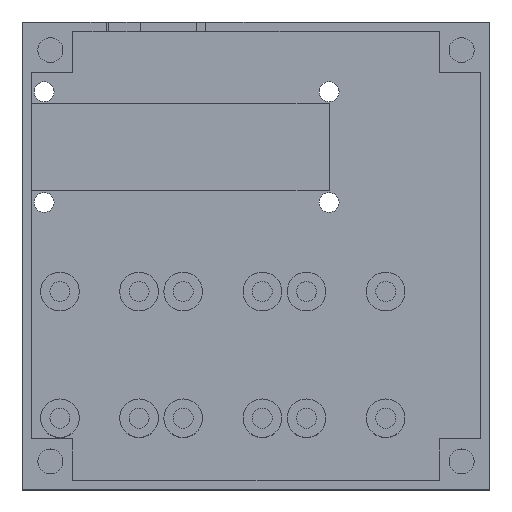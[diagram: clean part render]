
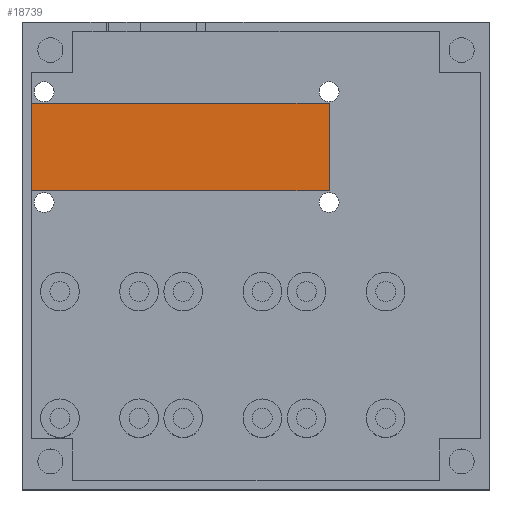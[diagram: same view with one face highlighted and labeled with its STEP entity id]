
A CAD part, top view. The second image highlights one B-rep face of the part: STEP entity #18739.
In plain terms, the highlighted planar face has unit normal (0, 0, 1).
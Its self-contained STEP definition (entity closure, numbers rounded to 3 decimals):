
#3571 = PLANE('',#3572);
#3572 = AXIS2_PLACEMENT_3D('',#3573,#3574,#3575);
#3573 = CARTESIAN_POINT('',(-36.,29.4,51.));
#3574 = DIRECTION('',(-1.,0.,0.));
#3575 = DIRECTION('',(0.,-1.,0.));
#6931 = VERTEX_POINT('',#6932);
#6932 = CARTESIAN_POINT('',(-36.,11.01,6.));
#6946 = PLANE('',#6947);
#6947 = AXIS2_PLACEMENT_3D('',#6948,#6949,#6950);
#6948 = CARTESIAN_POINT('',(-36.,29.4,51.));
#6949 = DIRECTION('',(-1.,0.,0.));
#6950 = DIRECTION('',(0.,-1.,0.));
#6986 = VERTEX_POINT('',#6987);
#6987 = CARTESIAN_POINT('',(-36.,24.01,6.));
#12052 = VERTEX_POINT('',#12053);
#12053 = CARTESIAN_POINT('',(-36.,24.51,6.));
#12067 = PLANE('',#12068);
#12068 = AXIS2_PLACEMENT_3D('',#12069,#12070,#12071);
#12069 = CARTESIAN_POINT('',(11.72,24.51,4.));
#12070 = DIRECTION('',(0.,-1.,0.));
#12071 = DIRECTION('',(-1.,0.,0.));
#12079 = EDGE_CURVE('',#12052,#6986,#12080,.T.);
#12080 = SURFACE_CURVE('',#12081,(#12085,#12092),.PCURVE_S1.);
#12081 = LINE('',#12082,#12083);
#12082 = CARTESIAN_POINT('',(-36.,24.51,6.));
#12083 = VECTOR('',#12084,1.);
#12084 = DIRECTION('',(0.,-1.,0.));
#12085 = PCURVE('',#3571,#12086);
#12086 = DEFINITIONAL_REPRESENTATION('',(#12087),#12091);
#12087 = LINE('',#12088,#12089);
#12088 = CARTESIAN_POINT('',(4.89,-45.));
#12089 = VECTOR('',#12090,1.);
#12090 = DIRECTION('',(1.,0.));
#12091 = ( GEOMETRIC_REPRESENTATION_CONTEXT(2) 
PARAMETRIC_REPRESENTATION_CONTEXT() REPRESENTATION_CONTEXT('2D SPACE',''
  ) );
#12092 = PCURVE('',#12093,#12098);
#12093 = PLANE('',#12094);
#12094 = AXIS2_PLACEMENT_3D('',#12095,#12096,#12097);
#12095 = CARTESIAN_POINT('',(-12.14,17.51,6.));
#12096 = DIRECTION('',(0.,0.,1.));
#12097 = DIRECTION('',(1.,0.,0.));
#12098 = DEFINITIONAL_REPRESENTATION('',(#12099),#12103);
#12099 = LINE('',#12100,#12101);
#12100 = CARTESIAN_POINT('',(-23.86,7.));
#12101 = VECTOR('',#12102,1.);
#12102 = DIRECTION('',(0.,-1.));
#12103 = ( GEOMETRIC_REPRESENTATION_CONTEXT(2) 
PARAMETRIC_REPRESENTATION_CONTEXT() REPRESENTATION_CONTEXT('2D SPACE',''
  ) );
#12108 = EDGE_CURVE('',#6931,#12109,#12111,.T.);
#12109 = VERTEX_POINT('',#12110);
#12110 = CARTESIAN_POINT('',(-36.,10.51,6.));
#12111 = SURFACE_CURVE('',#12112,(#12116,#12123),.PCURVE_S1.);
#12112 = LINE('',#12113,#12114);
#12113 = CARTESIAN_POINT('',(-36.,24.51,6.));
#12114 = VECTOR('',#12115,1.);
#12115 = DIRECTION('',(0.,-1.,0.));
#12116 = PCURVE('',#3571,#12117);
#12117 = DEFINITIONAL_REPRESENTATION('',(#12118),#12122);
#12118 = LINE('',#12119,#12120);
#12119 = CARTESIAN_POINT('',(4.89,-45.));
#12120 = VECTOR('',#12121,1.);
#12121 = DIRECTION('',(1.,0.));
#12122 = ( GEOMETRIC_REPRESENTATION_CONTEXT(2) 
PARAMETRIC_REPRESENTATION_CONTEXT() REPRESENTATION_CONTEXT('2D SPACE',''
  ) );
#12123 = PCURVE('',#12093,#12124);
#12124 = DEFINITIONAL_REPRESENTATION('',(#12125),#12129);
#12125 = LINE('',#12126,#12127);
#12126 = CARTESIAN_POINT('',(-23.86,7.));
#12127 = VECTOR('',#12128,1.);
#12128 = DIRECTION('',(0.,-1.));
#12129 = ( GEOMETRIC_REPRESENTATION_CONTEXT(2) 
PARAMETRIC_REPRESENTATION_CONTEXT() REPRESENTATION_CONTEXT('2D SPACE',''
  ) );
#12147 = PLANE('',#12148);
#12148 = AXIS2_PLACEMENT_3D('',#12149,#12150,#12151);
#12149 = CARTESIAN_POINT('',(-36.,10.51,4.));
#12150 = DIRECTION('',(0.,1.,0.));
#12151 = DIRECTION('',(1.,0.,0.));
#16653 = EDGE_CURVE('',#16654,#6931,#16656,.T.);
#16654 = VERTEX_POINT('',#16655);
#16655 = CARTESIAN_POINT('',(-36.,18.4,6.));
#16656 = SURFACE_CURVE('',#16657,(#16661,#16668),.PCURVE_S1.);
#16657 = LINE('',#16658,#16659);
#16658 = CARTESIAN_POINT('',(-36.,24.51,6.));
#16659 = VECTOR('',#16660,1.);
#16660 = DIRECTION('',(0.,-1.,0.));
#16661 = PCURVE('',#6946,#16662);
#16662 = DEFINITIONAL_REPRESENTATION('',(#16663),#16667);
#16663 = LINE('',#16664,#16665);
#16664 = CARTESIAN_POINT('',(4.89,-45.));
#16665 = VECTOR('',#16666,1.);
#16666 = DIRECTION('',(1.,0.));
#16667 = ( GEOMETRIC_REPRESENTATION_CONTEXT(2) 
PARAMETRIC_REPRESENTATION_CONTEXT() REPRESENTATION_CONTEXT('2D SPACE',''
  ) );
#16668 = PCURVE('',#12093,#16669);
#16669 = DEFINITIONAL_REPRESENTATION('',(#16670),#16674);
#16670 = LINE('',#16671,#16672);
#16671 = CARTESIAN_POINT('',(-23.86,7.));
#16672 = VECTOR('',#16673,1.);
#16673 = DIRECTION('',(0.,-1.));
#16674 = ( GEOMETRIC_REPRESENTATION_CONTEXT(2) 
PARAMETRIC_REPRESENTATION_CONTEXT() REPRESENTATION_CONTEXT('2D SPACE',''
  ) );
#16692 = PLANE('',#16693);
#16693 = AXIS2_PLACEMENT_3D('',#16694,#16695,#16696);
#16694 = CARTESIAN_POINT('',(-36.,29.4,51.));
#16695 = DIRECTION('',(-1.,0.,0.));
#16696 = DIRECTION('',(0.,-1.,0.));
#16728 = VERTEX_POINT('',#16729);
#16729 = CARTESIAN_POINT('',(-36.,23.4,6.));
#16750 = EDGE_CURVE('',#6986,#16728,#16751,.T.);
#16751 = SURFACE_CURVE('',#16752,(#16756,#16763),.PCURVE_S1.);
#16752 = LINE('',#16753,#16754);
#16753 = CARTESIAN_POINT('',(-36.,24.51,6.));
#16754 = VECTOR('',#16755,1.);
#16755 = DIRECTION('',(0.,-1.,0.));
#16756 = PCURVE('',#6946,#16757);
#16757 = DEFINITIONAL_REPRESENTATION('',(#16758),#16762);
#16758 = LINE('',#16759,#16760);
#16759 = CARTESIAN_POINT('',(4.89,-45.));
#16760 = VECTOR('',#16761,1.);
#16761 = DIRECTION('',(1.,0.));
#16762 = ( GEOMETRIC_REPRESENTATION_CONTEXT(2) 
PARAMETRIC_REPRESENTATION_CONTEXT() REPRESENTATION_CONTEXT('2D SPACE',''
  ) );
#16763 = PCURVE('',#12093,#16764);
#16764 = DEFINITIONAL_REPRESENTATION('',(#16765),#16769);
#16765 = LINE('',#16766,#16767);
#16766 = CARTESIAN_POINT('',(-23.86,7.));
#16767 = VECTOR('',#16768,1.);
#16768 = DIRECTION('',(0.,-1.));
#16769 = ( GEOMETRIC_REPRESENTATION_CONTEXT(2) 
PARAMETRIC_REPRESENTATION_CONTEXT() REPRESENTATION_CONTEXT('2D SPACE',''
  ) );
#16815 = PLANE('',#16816);
#16816 = AXIS2_PLACEMENT_3D('',#16817,#16818,#16819);
#16817 = CARTESIAN_POINT('',(11.72,10.51,4.));
#16818 = DIRECTION('',(-1.,0.,0.));
#16819 = DIRECTION('',(0.,1.,0.));
#18695 = EDGE_CURVE('',#12109,#18696,#18698,.T.);
#18696 = VERTEX_POINT('',#18697);
#18697 = CARTESIAN_POINT('',(11.72,10.51,6.));
#18698 = SURFACE_CURVE('',#18699,(#18703,#18710),.PCURVE_S1.);
#18699 = LINE('',#18700,#18701);
#18700 = CARTESIAN_POINT('',(-36.,10.51,6.));
#18701 = VECTOR('',#18702,1.);
#18702 = DIRECTION('',(1.,0.,0.));
#18703 = PCURVE('',#12147,#18704);
#18704 = DEFINITIONAL_REPRESENTATION('',(#18705),#18709);
#18705 = LINE('',#18706,#18707);
#18706 = CARTESIAN_POINT('',(0.,-2.));
#18707 = VECTOR('',#18708,1.);
#18708 = DIRECTION('',(1.,0.));
#18709 = ( GEOMETRIC_REPRESENTATION_CONTEXT(2) 
PARAMETRIC_REPRESENTATION_CONTEXT() REPRESENTATION_CONTEXT('2D SPACE',''
  ) );
#18710 = PCURVE('',#12093,#18711);
#18711 = DEFINITIONAL_REPRESENTATION('',(#18712),#18716);
#18712 = LINE('',#18713,#18714);
#18713 = CARTESIAN_POINT('',(-23.86,-7.));
#18714 = VECTOR('',#18715,1.);
#18715 = DIRECTION('',(1.,0.));
#18716 = ( GEOMETRIC_REPRESENTATION_CONTEXT(2) 
PARAMETRIC_REPRESENTATION_CONTEXT() REPRESENTATION_CONTEXT('2D SPACE',''
  ) );
#18739 = ADVANCED_FACE('',(#18740),#12093,.T.);
#18740 = FACE_BOUND('',#18741,.T.);
#18741 = EDGE_LOOP('',(#18742,#18743,#18744,#18765,#18766,#18767,#18768,
    #18791));
#18742 = ORIENTED_EDGE('',*,*,#12079,.T.);
#18743 = ORIENTED_EDGE('',*,*,#16750,.T.);
#18744 = ORIENTED_EDGE('',*,*,#18745,.T.);
#18745 = EDGE_CURVE('',#16728,#16654,#18746,.T.);
#18746 = SURFACE_CURVE('',#18747,(#18751,#18758),.PCURVE_S1.);
#18747 = LINE('',#18748,#18749);
#18748 = CARTESIAN_POINT('',(-36.,24.51,6.));
#18749 = VECTOR('',#18750,1.);
#18750 = DIRECTION('',(0.,-1.,0.));
#18751 = PCURVE('',#12093,#18752);
#18752 = DEFINITIONAL_REPRESENTATION('',(#18753),#18757);
#18753 = LINE('',#18754,#18755);
#18754 = CARTESIAN_POINT('',(-23.86,7.));
#18755 = VECTOR('',#18756,1.);
#18756 = DIRECTION('',(0.,-1.));
#18757 = ( GEOMETRIC_REPRESENTATION_CONTEXT(2) 
PARAMETRIC_REPRESENTATION_CONTEXT() REPRESENTATION_CONTEXT('2D SPACE',''
  ) );
#18758 = PCURVE('',#16692,#18759);
#18759 = DEFINITIONAL_REPRESENTATION('',(#18760),#18764);
#18760 = LINE('',#18761,#18762);
#18761 = CARTESIAN_POINT('',(4.89,-45.));
#18762 = VECTOR('',#18763,1.);
#18763 = DIRECTION('',(1.,0.));
#18764 = ( GEOMETRIC_REPRESENTATION_CONTEXT(2) 
PARAMETRIC_REPRESENTATION_CONTEXT() REPRESENTATION_CONTEXT('2D SPACE',''
  ) );
#18765 = ORIENTED_EDGE('',*,*,#16653,.T.);
#18766 = ORIENTED_EDGE('',*,*,#12108,.T.);
#18767 = ORIENTED_EDGE('',*,*,#18695,.T.);
#18768 = ORIENTED_EDGE('',*,*,#18769,.T.);
#18769 = EDGE_CURVE('',#18696,#18770,#18772,.T.);
#18770 = VERTEX_POINT('',#18771);
#18771 = CARTESIAN_POINT('',(11.72,24.51,6.));
#18772 = SURFACE_CURVE('',#18773,(#18777,#18784),.PCURVE_S1.);
#18773 = LINE('',#18774,#18775);
#18774 = CARTESIAN_POINT('',(11.72,10.51,6.));
#18775 = VECTOR('',#18776,1.);
#18776 = DIRECTION('',(0.,1.,0.));
#18777 = PCURVE('',#12093,#18778);
#18778 = DEFINITIONAL_REPRESENTATION('',(#18779),#18783);
#18779 = LINE('',#18780,#18781);
#18780 = CARTESIAN_POINT('',(23.86,-7.));
#18781 = VECTOR('',#18782,1.);
#18782 = DIRECTION('',(0.,1.));
#18783 = ( GEOMETRIC_REPRESENTATION_CONTEXT(2) 
PARAMETRIC_REPRESENTATION_CONTEXT() REPRESENTATION_CONTEXT('2D SPACE',''
  ) );
#18784 = PCURVE('',#16815,#18785);
#18785 = DEFINITIONAL_REPRESENTATION('',(#18786),#18790);
#18786 = LINE('',#18787,#18788);
#18787 = CARTESIAN_POINT('',(0.,-2.));
#18788 = VECTOR('',#18789,1.);
#18789 = DIRECTION('',(1.,0.));
#18790 = ( GEOMETRIC_REPRESENTATION_CONTEXT(2) 
PARAMETRIC_REPRESENTATION_CONTEXT() REPRESENTATION_CONTEXT('2D SPACE',''
  ) );
#18791 = ORIENTED_EDGE('',*,*,#18792,.T.);
#18792 = EDGE_CURVE('',#18770,#12052,#18793,.T.);
#18793 = SURFACE_CURVE('',#18794,(#18798,#18805),.PCURVE_S1.);
#18794 = LINE('',#18795,#18796);
#18795 = CARTESIAN_POINT('',(11.72,24.51,6.));
#18796 = VECTOR('',#18797,1.);
#18797 = DIRECTION('',(-1.,0.,0.));
#18798 = PCURVE('',#12093,#18799);
#18799 = DEFINITIONAL_REPRESENTATION('',(#18800),#18804);
#18800 = LINE('',#18801,#18802);
#18801 = CARTESIAN_POINT('',(23.86,7.));
#18802 = VECTOR('',#18803,1.);
#18803 = DIRECTION('',(-1.,0.));
#18804 = ( GEOMETRIC_REPRESENTATION_CONTEXT(2) 
PARAMETRIC_REPRESENTATION_CONTEXT() REPRESENTATION_CONTEXT('2D SPACE',''
  ) );
#18805 = PCURVE('',#12067,#18806);
#18806 = DEFINITIONAL_REPRESENTATION('',(#18807),#18811);
#18807 = LINE('',#18808,#18809);
#18808 = CARTESIAN_POINT('',(0.,-2.));
#18809 = VECTOR('',#18810,1.);
#18810 = DIRECTION('',(1.,0.));
#18811 = ( GEOMETRIC_REPRESENTATION_CONTEXT(2) 
PARAMETRIC_REPRESENTATION_CONTEXT() REPRESENTATION_CONTEXT('2D SPACE',''
  ) );
